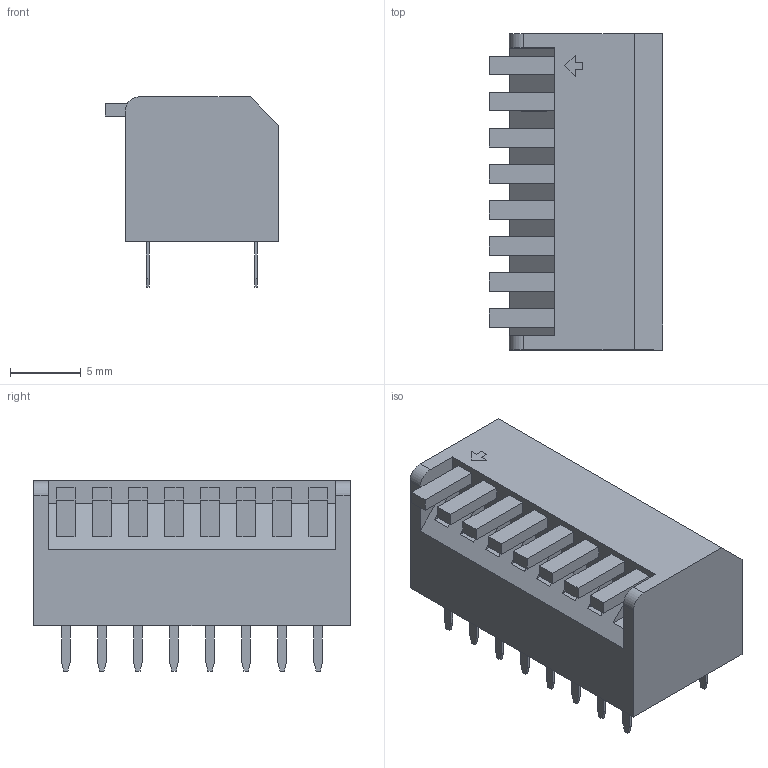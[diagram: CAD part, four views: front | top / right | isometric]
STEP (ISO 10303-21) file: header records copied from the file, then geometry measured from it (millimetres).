
FILE_DESCRIPTION(/* description */ ('model of SW_DIP_x8_W7.62mm_Piano'),/* implementation_level */ '2;1');
FILE_NAME(/* name */ 'SW_DIP_x8_W7.62mm_Piano.step',/* time_stamp */ '2017-11-30T08:02:33',/* author */ ('Terje Io','https://github.com/terjeio'),/* organization */ ('FreeCAD'),/* preprocessor_version */ 'OCC',/* originating_system */ 'kicad StepUp',/* authorisation */ '');
FILE_SCHEMA(('AUTOMOTIVE_DESIGN_CC2 { 1 2 10303 214 -1 1 5 4 }'));
Length unit declared in the file: millimetre
Products named in the file (1): SW_DIP_x8_W762mm_Piano
Bounding box: 12.2 x 22.27 x 13.4 mm (x, y, z)
Volume: 2218.2 mm3; surface area: 1411.2 mm2
Topology: 1 solids, 1 shells, 198 faces, 528 edges, 349 vertices
Faces by surface type: plane 196, cylinder 2
Entity records: 4021 total; most frequent: ORIENTED_EDGE 827, EDGE_CURVE 528, CARTESIAN_POINT 522, LINE 484, VERTEX_POINT 349, FACE_BOUND 215, EDGE_LOOP 215, ADVANCED_FACE 198
